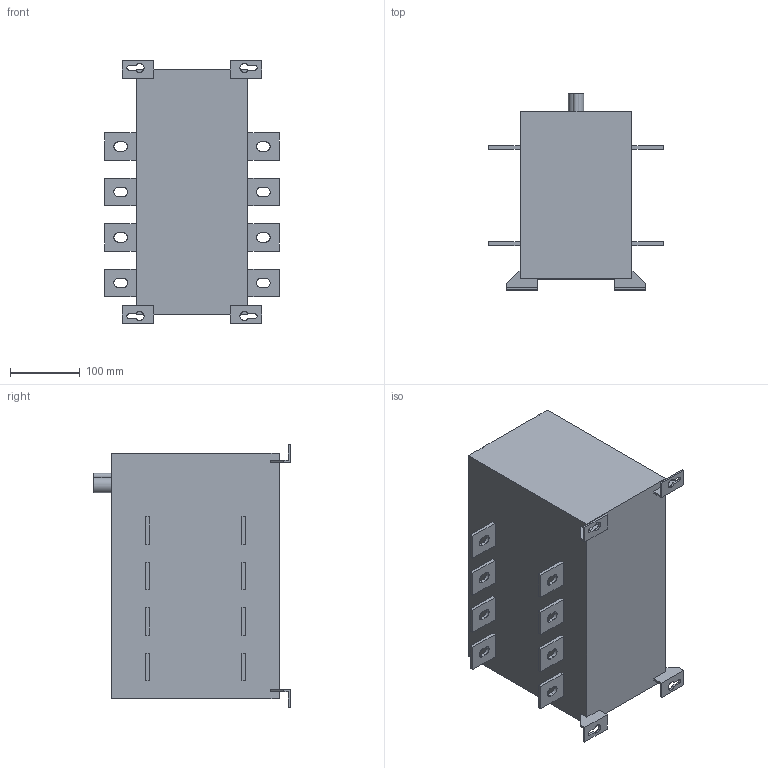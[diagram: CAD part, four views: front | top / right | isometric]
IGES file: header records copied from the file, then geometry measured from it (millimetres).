
Global section: file name: OT630-800E04C.igs; preprocessor: I-DEAS 3D IGES Translator 11; date: 20070627.130315; units: millimetre
Bounding box: 250 x 281 x 376 mm (x, y, z)
Volume: 13630483.5 mm3; surface area: 438040.4 mm2
Topology: 1 solids, 1 shells, 378 faces, 979 edges, 653 vertices
Faces by surface type: bspline 378
